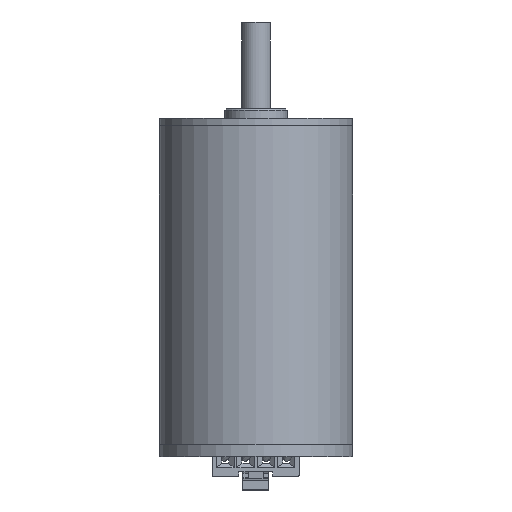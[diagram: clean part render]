
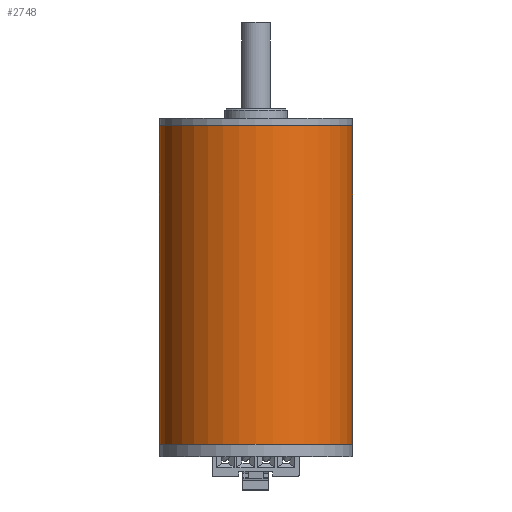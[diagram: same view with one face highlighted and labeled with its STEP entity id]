
A CAD part, top view. The second image highlights one B-rep face of the part: STEP entity #2748.
In plain terms, the highlighted cylindrical face has radius 20 mm (diameter 40 mm), a full revolution.
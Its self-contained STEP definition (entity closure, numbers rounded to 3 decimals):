
#1795 = AXIS2_PLACEMENT_3D ( 'NONE', #7226, #8906, #7516 ) ;
#2748 = ADVANCED_FACE ( 'NONE', ( #4922, #10961 ), #8092, .T. ) ;
#3687 = DIRECTION ( 'NONE',  ( 0., 0., -1. ) ) ;
#3888 = EDGE_LOOP ( 'NONE', ( #6831 ) ) ;
#4076 = VERTEX_POINT ( 'NONE', #16156 ) ;
#4120 = EDGE_CURVE ( 'NONE', #4076, #4076, #19492, .T. ) ;
#4922 = FACE_OUTER_BOUND ( 'NONE', #18953, .T. ) ;
#4991 = ORIENTED_EDGE ( 'NONE', *, *, #4120, .T. ) ;
#6831 = ORIENTED_EDGE ( 'NONE', *, *, #17177, .F. ) ;
#6846 = DIRECTION ( 'NONE',  ( 0., -1., 0. ) ) ;
#7226 = CARTESIAN_POINT ( 'NONE',  ( 0., 66., 0. ) ) ;
#7516 = DIRECTION ( 'NONE',  ( 0., 0., -1. ) ) ;
#7655 = AXIS2_PLACEMENT_3D ( 'NONE', #14134, #12644, #18686 ) ;
#8092 = CYLINDRICAL_SURFACE ( 'NONE', #7655, 20. ) ;
#8411 = CARTESIAN_POINT ( 'NONE',  ( 0., 0., -20. ) ) ;
#8906 = DIRECTION ( 'NONE',  ( 0., -1., 0. ) ) ;
#10961 = FACE_OUTER_BOUND ( 'NONE', #3888, .T. ) ;
#11207 = CARTESIAN_POINT ( 'NONE',  ( 0., 0., 0. ) ) ;
#12644 = DIRECTION ( 'NONE',  ( 0., -1., 0. ) ) ;
#12953 = VERTEX_POINT ( 'NONE', #8411 ) ;
#13168 = AXIS2_PLACEMENT_3D ( 'NONE', #11207, #6846, #3687 ) ;
#14134 = CARTESIAN_POINT ( 'NONE',  ( 0., 0., 0. ) ) ;
#14759 = CIRCLE ( 'NONE', #13168, 20. ) ;
#16156 = CARTESIAN_POINT ( 'NONE',  ( 0., 66., -20. ) ) ;
#17177 = EDGE_CURVE ( 'NONE', #12953, #12953, #14759, .T. ) ;
#18686 = DIRECTION ( 'NONE',  ( 0., 0., -1. ) ) ;
#18953 = EDGE_LOOP ( 'NONE', ( #4991 ) ) ;
#19492 = CIRCLE ( 'NONE', #1795, 20. ) ;
